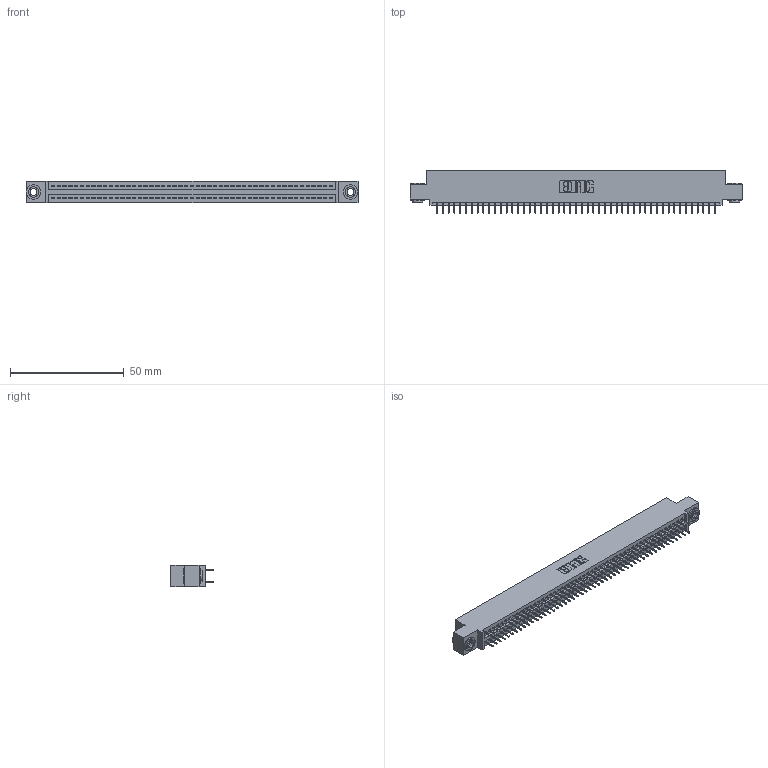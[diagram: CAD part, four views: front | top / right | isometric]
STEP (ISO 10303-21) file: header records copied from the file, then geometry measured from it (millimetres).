
FILE_DESCRIPTION (( 'STEP AP203' ), '1' );
FILE_NAME ('345-098-525-503.STEP', '2020-09-21T17:34:07', ( '' ), ( '' ), 'SwSTEP 2.0', 'SolidWorks 2020', '' );
FILE_SCHEMA (( 'CONFIG_CONTROL_DESIGN' ));
Length unit declared in the file: inch
Products named in the file (4): 345-098-525-503; 345 Part_0.110 Offset - 0.156 Dia-TH; 345-292-001_345-293-125; 345-250-002_345-250-002-102
Assembly tree (101 placements, depth 2):
  345-098-525-503
    345 Part_0.110 Offset - 0.156 Dia-TH
    345-292-001_345-293-125  x98
    345-250-002_345-250-002-102  x2
Bounding box: 145.67 x 18.72 x 9.4 mm (x, y, z)
Volume: 14000.1 mm3; surface area: 20641.8 mm2
Topology: 101 solids, 101 shells, 5460 faces, 15423 edges, 9886 vertices
Faces by surface type: plane 3916, cylinder 1536, cone 8
Entity records: 38360 total; most frequent: CARTESIAN_POINT 6399, ORIENTED_EDGE 6326, DIRECTION 5665, EDGE_CURVE 3163, LINE 2815, VECTOR 2815, VERTEX_POINT 2102, AXIS2_PLACEMENT_3D 1425
